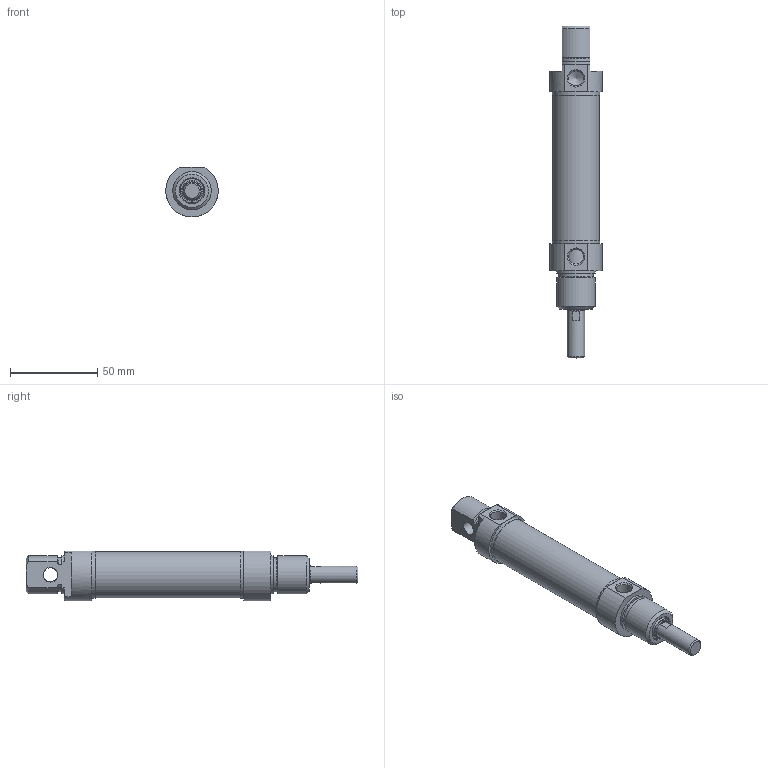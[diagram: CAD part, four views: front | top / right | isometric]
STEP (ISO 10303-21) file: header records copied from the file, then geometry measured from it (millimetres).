
FILE_DESCRIPTION((''),'2;1');
FILE_NAME('ZDM025.050.GS.M.stp','2014-07-22T12:33:04',('carlo.corazza'),(''),'Autodesk Inventor 2012','Autodesk Inventor 2012','');
FILE_SCHEMA(('AUTOMOTIVE_DESIGN { 1 0 10303 214 1 1 1 1 }'));
Length unit declared in the file: millimetre
Products named in the file (5): ZDM025..GS.M; CORPO-050; STELO-050; TA; TP
Assembly tree (4 placements, depth 2):
  ZDM025..GS.M
    CORPO-050
    STELO-050
    TA
    TP
Bounding box: 30 x 190 x 28.45 mm (x, y, z)
Volume: 50069.3 mm3; surface area: 28822.2 mm2
Topology: 4 solids, 4 shells, 98 faces, 202 edges, 127 vertices
Faces by surface type: plane 38, cylinder 28, cone 24, torus 8
Full cylindrical faces by diameter (mm): 8 x2, 8.566 x2, 9.9 x1, 10 x1, 10.5 x1, 11.1 x1, 14 x1, 14.1 x1, 16.1 x1, 16.2 x1, 19.7 x1, 22 x2, 25 x1, 26.5 x1, 27 x2
Entity records: 2523 total; most frequent: DIRECTION 442, CARTESIAN_POINT 420, ORIENTED_EDGE 292, AXIS2_PLACEMENT_3D 198, EDGE_LOOP 164, EDGE_CURVE 146, VERTEX_POINT 118, FACE_OUTER_BOUND 98
